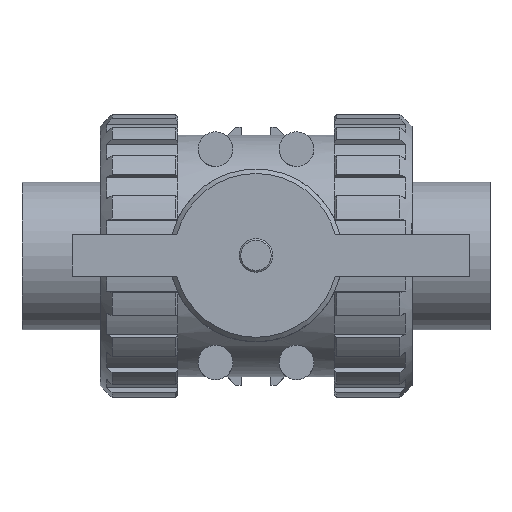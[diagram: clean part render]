
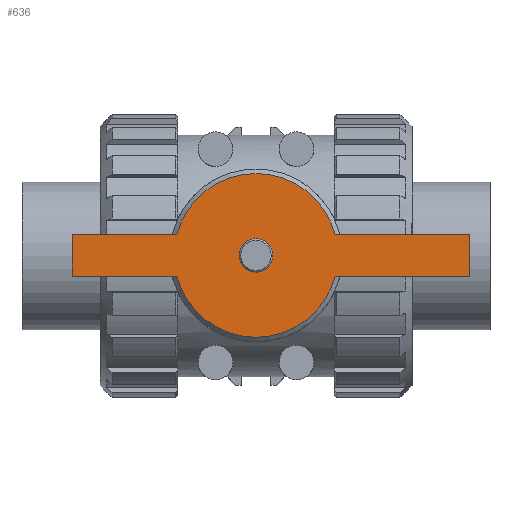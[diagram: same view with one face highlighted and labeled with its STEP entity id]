
A CAD part, top view. The second image highlights one B-rep face of the part: STEP entity #636.
In plain terms, the highlighted planar face has unit normal (0, 0, 1).
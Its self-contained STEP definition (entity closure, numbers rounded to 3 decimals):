
#636 = ADVANCED_FACE( '', ( #1374, #1375 ), #1376, .F. );
#1374 = FACE_OUTER_BOUND( '', #2199, .T. );
#1375 = FACE_BOUND( '', #2200, .T. );
#1376 = PLANE( '', #2201 );
#2199 = EDGE_LOOP( '', ( #4098, #4099, #4100, #4101, #4102, #4103, #4104, #4105 ) );
#2200 = EDGE_LOOP( '', ( #4106 ) );
#2201 = AXIS2_PLACEMENT_3D( '', #4107, #4108, #4109 );
#4098 = ORIENTED_EDGE( '', *, *, #5781, .F. );
#4099 = ORIENTED_EDGE( '', *, *, #5782, .T. );
#4100 = ORIENTED_EDGE( '', *, *, #5783, .F. );
#4101 = ORIENTED_EDGE( '', *, *, #5327, .F. );
#4102 = ORIENTED_EDGE( '', *, *, #4980, .F. );
#4103 = ORIENTED_EDGE( '', *, *, #5784, .F. );
#4104 = ORIENTED_EDGE( '', *, *, #5727, .T. );
#4105 = ORIENTED_EDGE( '', *, *, #5575, .T. );
#4106 = ORIENTED_EDGE( '', *, *, #5449, .T. );
#4107 = CARTESIAN_POINT( '', ( -33.604, 0., 83. ) );
#4108 = DIRECTION( '', ( 0., 0., -1. ) );
#4109 = DIRECTION( '', ( -1., 0., 0. ) );
#4980 = EDGE_CURVE( '', #5976, #5972, #5978, .T. );
#5327 = EDGE_CURVE( '', #5972, #6571, #6572, .T. );
#5449 = EDGE_CURVE( '', #6770, #6770, #6771, .T. );
#5575 = EDGE_CURVE( '', #6956, #6953, #6957, .T. );
#5727 = EDGE_CURVE( '', #7172, #6956, #7173, .T. );
#5781 = EDGE_CURVE( '', #7242, #6953, #7243, .T. );
#5782 = EDGE_CURVE( '', #7242, #7244, #7245, .T. );
#5783 = EDGE_CURVE( '', #6571, #7244, #7246, .T. );
#5784 = EDGE_CURVE( '', #7172, #5976, #7247, .T. );
#5972 = VERTEX_POINT( '', #7512 );
#5976 = VERTEX_POINT( '', #7519 );
#5978 = CIRCLE( '', #7524, 19.767 );
#6571 = VERTEX_POINT( '', #8485 );
#6572 = LINE( '', #8486, #8487 );
#6770 = VERTEX_POINT( '', #8748 );
#6771 = CIRCLE( '', #8749, 4.063 );
#6953 = VERTEX_POINT( '', #9112 );
#6956 = VERTEX_POINT( '', #9118 );
#6957 = LINE( '', #9119, #9120 );
#7172 = VERTEX_POINT( '', #9411 );
#7173 = LINE( '', #9412, #9413 );
#7242 = VERTEX_POINT( '', #9507 );
#7243 = CIRCLE( '', #9508, 19.767 );
#7244 = VERTEX_POINT( '', #9509 );
#7245 = LINE( '', #9510, #9511 );
#7246 = LINE( '', #9512, #9513 );
#7247 = LINE( '', #9514, #9515 );
#7512 = CARTESIAN_POINT( '', ( -56.791, -5., 83. ) );
#7519 = CARTESIAN_POINT( '', ( -18.543, -5., 83. ) );
#7524 = AXIS2_PLACEMENT_3D( '', #9763, #9764, #9765 );
#8485 = CARTESIAN_POINT( '', ( -82., -5., 83. ) );
#8486 = CARTESIAN_POINT( '', ( 13.833, -5., 83. ) );
#8487 = VECTOR( '', #10197, 1000. );
#8748 = CARTESIAN_POINT( '', ( -41.729, 0., 83. ) );
#8749 = AXIS2_PLACEMENT_3D( '', #10384, #10385, #10386 );
#9112 = CARTESIAN_POINT( '', ( -18.543, 5., 83. ) );
#9118 = CARTESIAN_POINT( '', ( 13.833, 5., 83. ) );
#9119 = CARTESIAN_POINT( '', ( 13.833, 5., 83. ) );
#9120 = VECTOR( '', #10531, 1000. );
#9411 = CARTESIAN_POINT( '', ( 13.833, -5., 83. ) );
#9412 = CARTESIAN_POINT( '', ( 13.833, -5., 83. ) );
#9413 = VECTOR( '', #10728, 1000. );
#9507 = CARTESIAN_POINT( '', ( -56.791, 5., 83. ) );
#9508 = AXIS2_PLACEMENT_3D( '', #10784, #10785, #10786 );
#9509 = CARTESIAN_POINT( '', ( -82., 5., 83. ) );
#9510 = CARTESIAN_POINT( '', ( 13.833, 5., 83. ) );
#9511 = VECTOR( '', #10787, 1000. );
#9512 = CARTESIAN_POINT( '', ( -82., -5., 83. ) );
#9513 = VECTOR( '', #10788, 1000. );
#9514 = CARTESIAN_POINT( '', ( 13.833, -5., 83. ) );
#9515 = VECTOR( '', #10789, 1000. );
#9763 = CARTESIAN_POINT( '', ( -37.667, 0., 83. ) );
#9764 = DIRECTION( '', ( 0., 0., -1. ) );
#9765 = DIRECTION( '', ( -1., 0., 0. ) );
#10197 = DIRECTION( '', ( -1., 0., 0. ) );
#10384 = CARTESIAN_POINT( '', ( -37.667, 0., 83. ) );
#10385 = DIRECTION( '', ( 0., 0., -1. ) );
#10386 = DIRECTION( '', ( -1., 0., 0. ) );
#10531 = DIRECTION( '', ( -1., 0., 0. ) );
#10728 = DIRECTION( '', ( 0., 1., 0. ) );
#10784 = CARTESIAN_POINT( '', ( -37.667, 0., 83. ) );
#10785 = DIRECTION( '', ( 0., 0., -1. ) );
#10786 = DIRECTION( '', ( -1., 0., 0. ) );
#10787 = DIRECTION( '', ( -1., 0., 0. ) );
#10788 = DIRECTION( '', ( 0., 1., 0. ) );
#10789 = DIRECTION( '', ( -1., 0., 0. ) );
